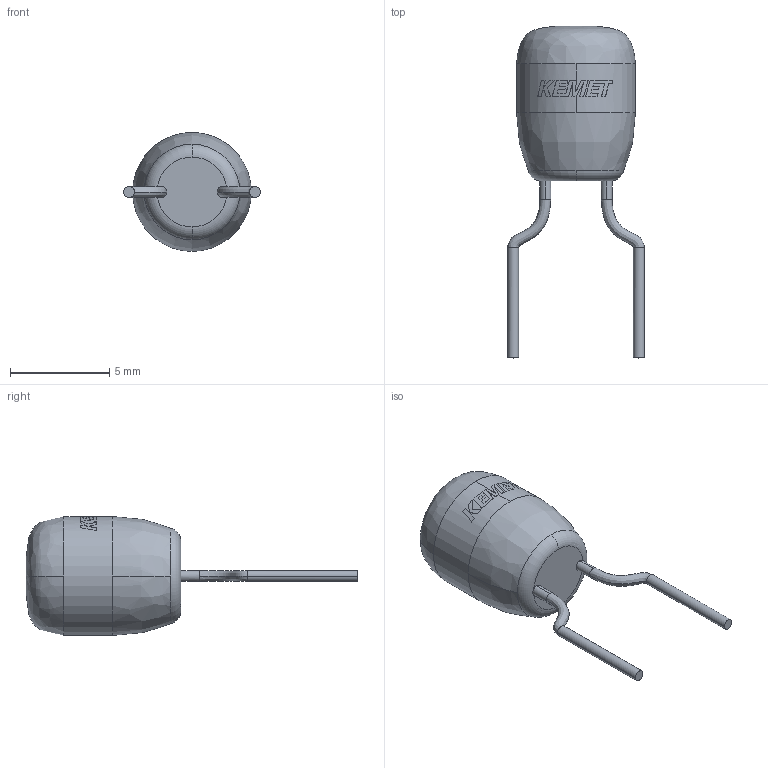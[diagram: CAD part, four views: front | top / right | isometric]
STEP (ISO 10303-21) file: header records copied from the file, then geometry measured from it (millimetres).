
FILE_DESCRIPTION (( 'STEP AP214' ), '1' );
FILE_NAME ('CTR_T354_D6H11.2S6.35LL5.56F0.55.STEP', '2017-12-01T16:44:13', ( '' ), ( '' ), 'SwSTEP 2.0', 'SolidWorks 2014', '' );
FILE_SCHEMA (( 'AUTOMOTIVE_DESIGN' ));
Length unit declared in the file: millimetre
Products named in the file (1): CTR_T354_D6H11.2S6.35LL5.56F0.55
Bounding box: 6.9 x 16.76 x 6 mm (x, y, z)
Volume: 198.1 mm3; surface area: 203.7 mm2
Topology: 1 solids, 1 shells, 83 faces, 229 edges, 150 vertices
Faces by surface type: bspline 43, plane 28, cylinder 10, torus 2
Entity records: 4375 total; most frequent: CARTESIAN_POINT 1663, ORIENTED_EDGE 458, DIRECTION 252, EDGE_CURVE 229, VERTEX_POINT 150, B_SPLINE_CURVE_WITH_KNOTS 127, AXIS2_PLACEMENT_3D 121, UNCERTAINTY_MEASURE_WITH_UNIT 86
